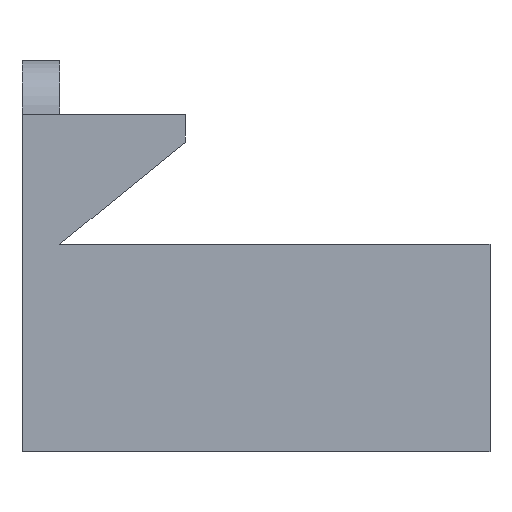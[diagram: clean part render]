
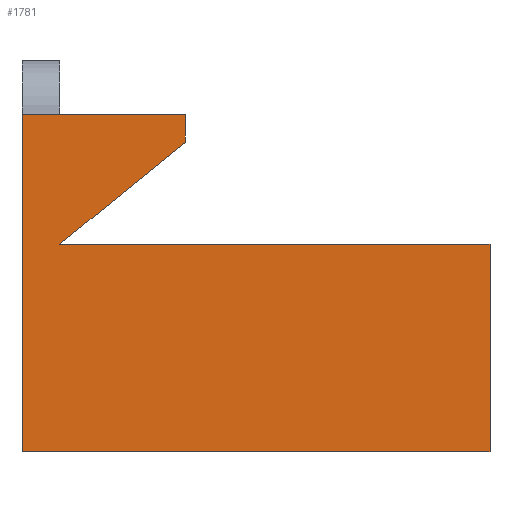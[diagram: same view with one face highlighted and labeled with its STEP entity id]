
A CAD part, left-side view. The second image highlights one B-rep face of the part: STEP entity #1781.
In plain terms, the highlighted planar face has unit normal (-1, 0, 0).
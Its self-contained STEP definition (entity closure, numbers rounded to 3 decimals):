
#46 = CARTESIAN_POINT ( 'NONE',  ( -21.7, -9.8, -21.712 ) ) ;
#180 = CARTESIAN_POINT ( 'NONE',  ( -21.7, -39., 2. ) ) ;
#181 = EDGE_LOOP ( 'NONE', ( #757, #1705, #1396, #1264, #1664, #456, #1967 ) ) ;
#231 = DIRECTION ( 'NONE',  ( 0., 1., 0. ) ) ;
#274 = CARTESIAN_POINT ( 'NONE',  ( -21.7, -109.8, -21.712 ) ) ;
#308 = DIRECTION ( 'NONE',  ( 0., 0., -1. ) ) ;
#319 = EDGE_CURVE ( 'NONE', #1863, #756, #2389, .T. ) ;
#324 = CARTESIAN_POINT ( 'NONE',  ( -21.7, -1., 8.5 ) ) ;
#358 = CARTESIAN_POINT ( 'NONE',  ( -21.7, -1., -69.912 ) ) ;
#375 = VECTOR ( 'NONE', #308, 1000. ) ;
#399 = VERTEX_POINT ( 'NONE', #2017 ) ;
#456 = ORIENTED_EDGE ( 'NONE', *, *, #1299, .F. ) ;
#459 = CARTESIAN_POINT ( 'NONE',  ( -21.7, -9.8, -69.912 ) ) ;
#562 = DIRECTION ( 'NONE',  ( 0., -0.776, 0.63 ) ) ;
#593 = CARTESIAN_POINT ( 'NONE',  ( -21.7, -1., 8.5 ) ) ;
#595 = VECTOR ( 'NONE', #998, 1000. ) ;
#618 = VECTOR ( 'NONE', #231, 1000. ) ;
#677 = VERTEX_POINT ( 'NONE', #1742 ) ;
#756 = VERTEX_POINT ( 'NONE', #2171 ) ;
#757 = ORIENTED_EDGE ( 'NONE', *, *, #1539, .T. ) ;
#773 = VECTOR ( 'NONE', #1430, 1000. ) ;
#835 = CARTESIAN_POINT ( 'NONE',  ( -21.7, -39., 8.5 ) ) ;
#855 = EDGE_CURVE ( 'NONE', #677, #1084, #2001, .T. ) ;
#879 = VERTEX_POINT ( 'NONE', #274 ) ;
#998 = DIRECTION ( 'NONE',  ( 0., 0., -1. ) ) ;
#1035 = LINE ( 'NONE', #835, #375 ) ;
#1084 = VERTEX_POINT ( 'NONE', #358 ) ;
#1264 = ORIENTED_EDGE ( 'NONE', *, *, #2018, .T. ) ;
#1271 = VECTOR ( 'NONE', #2203, 1000. ) ;
#1277 = CARTESIAN_POINT ( 'NONE',  ( -21.7, -109.8, -21.712 ) ) ;
#1299 = EDGE_CURVE ( 'NONE', #756, #1424, #1035, .T. ) ;
#1334 = DIRECTION ( 'NONE',  ( 1., 0., 0. ) ) ;
#1350 = DIRECTION ( 'NONE',  ( 0., 1., 0. ) ) ;
#1396 = ORIENTED_EDGE ( 'NONE', *, *, #2502, .F. ) ;
#1424 = VERTEX_POINT ( 'NONE', #180 ) ;
#1430 = DIRECTION ( 'NONE',  ( 0., -1., 0. ) ) ;
#1453 = VECTOR ( 'NONE', #562, 1000. ) ;
#1539 = EDGE_CURVE ( 'NONE', #1863, #1084, #2328, .T. ) ;
#1593 = DIRECTION ( 'NONE',  ( 0., 0., -1. ) ) ;
#1643 = LINE ( 'NONE', #1277, #2375 ) ;
#1664 = ORIENTED_EDGE ( 'NONE', *, *, #2334, .T. ) ;
#1690 = AXIS2_PLACEMENT_3D ( 'NONE', #324, #1334, #1350 ) ;
#1705 = ORIENTED_EDGE ( 'NONE', *, *, #855, .F. ) ;
#1742 = CARTESIAN_POINT ( 'NONE',  ( -21.7, -109.8, -69.912 ) ) ;
#1781 = ADVANCED_FACE ( 'NONE', ( #2080 ), #2099, .F. ) ;
#1791 = LINE ( 'NONE', #46, #1453 ) ;
#1821 = CARTESIAN_POINT ( 'NONE',  ( -21.7, -109.8, -21.712 ) ) ;
#1863 = VERTEX_POINT ( 'NONE', #2503 ) ;
#1967 = ORIENTED_EDGE ( 'NONE', *, *, #319, .F. ) ;
#1995 = LINE ( 'NONE', #1821, #1271 ) ;
#2001 = LINE ( 'NONE', #459, #618 ) ;
#2005 = CARTESIAN_POINT ( 'NONE',  ( -21.7, -1., 8.5 ) ) ;
#2017 = CARTESIAN_POINT ( 'NONE',  ( -21.7, -9.8, -21.712 ) ) ;
#2018 = EDGE_CURVE ( 'NONE', #879, #399, #1995, .T. ) ;
#2080 = FACE_OUTER_BOUND ( 'NONE', #181, .T. ) ;
#2099 = PLANE ( 'NONE',  #1690 ) ;
#2171 = CARTESIAN_POINT ( 'NONE',  ( -21.7, -39., 8.5 ) ) ;
#2203 = DIRECTION ( 'NONE',  ( 0., 1., 0. ) ) ;
#2328 = LINE ( 'NONE', #593, #595 ) ;
#2334 = EDGE_CURVE ( 'NONE', #399, #1424, #1791, .T. ) ;
#2375 = VECTOR ( 'NONE', #1593, 1000. ) ;
#2389 = LINE ( 'NONE', #2005, #773 ) ;
#2502 = EDGE_CURVE ( 'NONE', #879, #677, #1643, .T. ) ;
#2503 = CARTESIAN_POINT ( 'NONE',  ( -21.7, -1., 8.5 ) ) ;
